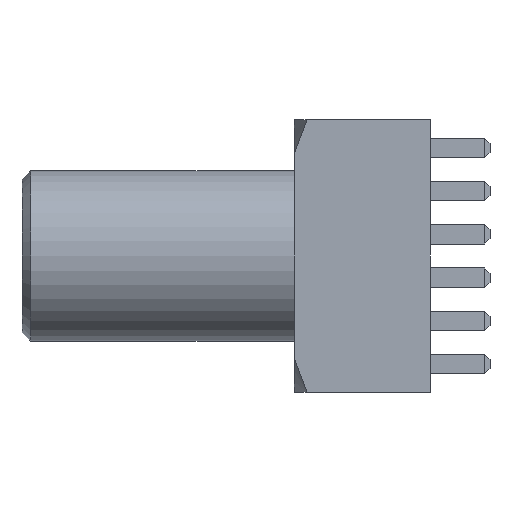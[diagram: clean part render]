
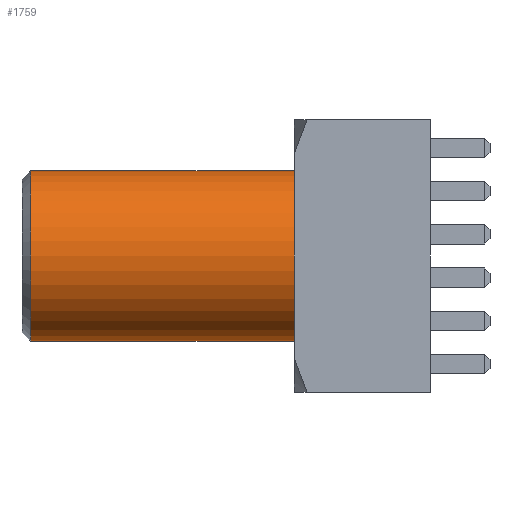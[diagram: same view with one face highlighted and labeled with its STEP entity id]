
A CAD part, left-side view. The second image highlights one B-rep face of the part: STEP entity #1759.
In plain terms, the highlighted cylindrical face has radius 5 mm (diameter 10 mm), a partial arc.
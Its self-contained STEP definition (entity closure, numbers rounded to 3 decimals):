
#382 = EDGE_CURVE ( 'NONE', #4740, #8624, #7522, .T. ) ;
#446 = CARTESIAN_POINT ( 'NONE',  ( 0., 8., 0. ) ) ;
#665 = DIRECTION ( 'NONE',  ( 0., 0., 1. ) ) ;
#679 = ORIENTED_EDGE ( 'NONE', *, *, #382, .F. ) ;
#714 = LINE ( 'NONE', #6084, #6713 ) ;
#926 = CARTESIAN_POINT ( 'NONE',  ( 0., 8., 5. ) ) ;
#1049 = EDGE_LOOP ( 'NONE', ( #679, #4332, #2698, #5615 ) ) ;
#1242 = DIRECTION ( 'NONE',  ( 0., 0., 1. ) ) ;
#1590 = EDGE_CURVE ( 'NONE', #4740, #6563, #1729, .T. ) ;
#1729 = CIRCLE ( 'NONE', #3519, 5. ) ;
#1759 = ADVANCED_FACE ( 'NONE', ( #4125 ), #7954, .T. ) ;
#1798 = DIRECTION ( 'NONE',  ( 0., -1., 0. ) ) ;
#2698 = ORIENTED_EDGE ( 'NONE', *, *, #4589, .T. ) ;
#3044 = CARTESIAN_POINT ( 'NONE',  ( 0., 23.5, 0. ) ) ;
#3385 = CARTESIAN_POINT ( 'NONE',  ( 0., 24., 0. ) ) ;
#3519 = AXIS2_PLACEMENT_3D ( 'NONE', #3044, #9869, #665 ) ;
#3660 = VERTEX_POINT ( 'NONE', #4868 ) ;
#3790 = DIRECTION ( 'NONE',  ( 0., -1., 0. ) ) ;
#4125 = FACE_OUTER_BOUND ( 'NONE', #1049, .T. ) ;
#4332 = ORIENTED_EDGE ( 'NONE', *, *, #1590, .T. ) ;
#4550 = DIRECTION ( 'NONE',  ( 0., -1., 0. ) ) ;
#4589 = EDGE_CURVE ( 'NONE', #6563, #3660, #714, .T. ) ;
#4740 = VERTEX_POINT ( 'NONE', #7024 ) ;
#4868 = CARTESIAN_POINT ( 'NONE',  ( 0., 8., -5. ) ) ;
#5346 = CARTESIAN_POINT ( 'NONE',  ( 0., 24., 5. ) ) ;
#5615 = ORIENTED_EDGE ( 'NONE', *, *, #8310, .T. ) ;
#6084 = CARTESIAN_POINT ( 'NONE',  ( 0., 24., -5. ) ) ;
#6563 = VERTEX_POINT ( 'NONE', #9514 ) ;
#6612 = AXIS2_PLACEMENT_3D ( 'NONE', #446, #8922, #1242 ) ;
#6713 = VECTOR ( 'NONE', #4550, 1000. ) ;
#7024 = CARTESIAN_POINT ( 'NONE',  ( 0., 23.5, 5. ) ) ;
#7085 = CIRCLE ( 'NONE', #6612, 5. ) ;
#7522 = LINE ( 'NONE', #5346, #9897 ) ;
#7954 = CYLINDRICAL_SURFACE ( 'NONE', #9657, 5. ) ;
#8310 = EDGE_CURVE ( 'NONE', #3660, #8624, #7085, .T. ) ;
#8624 = VERTEX_POINT ( 'NONE', #926 ) ;
#8745 = DIRECTION ( 'NONE',  ( 0., 0., -1. ) ) ;
#8922 = DIRECTION ( 'NONE',  ( 0., 1., 0. ) ) ;
#9514 = CARTESIAN_POINT ( 'NONE',  ( 0., 23.5, -5. ) ) ;
#9657 = AXIS2_PLACEMENT_3D ( 'NONE', #3385, #1798, #8745 ) ;
#9869 = DIRECTION ( 'NONE',  ( 0., -1., 0. ) ) ;
#9897 = VECTOR ( 'NONE', #3790, 1000. ) ;
